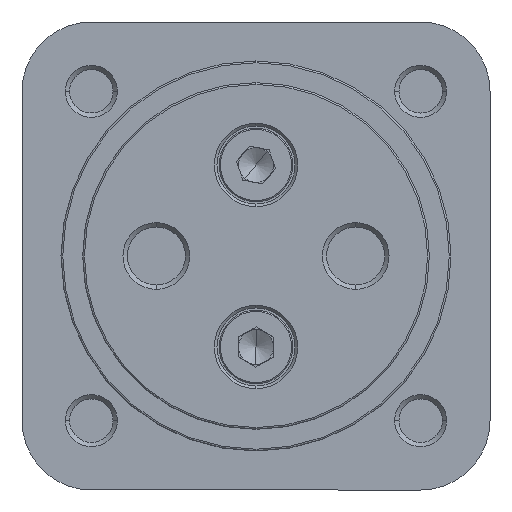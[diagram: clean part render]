
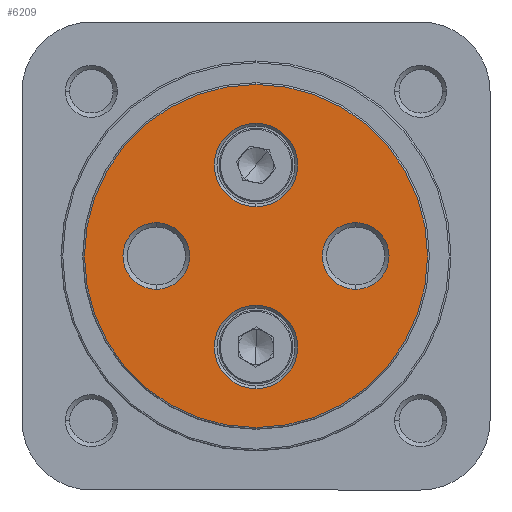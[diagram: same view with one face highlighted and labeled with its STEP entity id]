
A CAD part, left-side view. The second image highlights one B-rep face of the part: STEP entity #6209.
In plain terms, the highlighted planar face has unit normal (-1, 0, 0).
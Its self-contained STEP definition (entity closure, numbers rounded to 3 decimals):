
#64 = EDGE_CURVE ( 'NONE', #1031, #1030, #6734, .T. ) ;
#89 = EDGE_CURVE ( 'NONE', #1030, #1031, #6773, .T. ) ;
#93 = EDGE_CURVE ( 'NONE', #1127, #1018, #6778, .T. ) ;
#98 = EDGE_CURVE ( 'NONE', #1114, #1116, #6784, .T. ) ;
#103 = EDGE_CURVE ( 'NONE', #1018, #1127, #6791, .T. ) ;
#157 = EDGE_CURVE ( 'NONE', #984, #985, #6869, .T. ) ;
#159 = EDGE_CURVE ( 'NONE', #1016, #1012, #6871, .T. ) ;
#936 = DIRECTION ( 'NONE',  ( 0., 0., -1. ) ) ;
#937 = CARTESIAN_POINT ( 'NONE',  ( 0., -11.5, 0. ) ) ;
#945 = CARTESIAN_POINT ( 'NONE',  ( 0., 11.5, 0. ) ) ;
#974 = DIRECTION ( 'NONE',  ( 0., 0., -1. ) ) ;
#984 = VERTEX_POINT ( 'NONE', #7563 ) ;
#985 = VERTEX_POINT ( 'NONE', #7564 ) ;
#1012 = VERTEX_POINT ( 'NONE', #7588 ) ;
#1016 = VERTEX_POINT ( 'NONE', #7591 ) ;
#1018 = VERTEX_POINT ( 'NONE', #7593 ) ;
#1030 = VERTEX_POINT ( 'NONE', #7604 ) ;
#1031 = VERTEX_POINT ( 'NONE', #7605 ) ;
#1099 = CARTESIAN_POINT ( 'NONE',  ( 0., 0., 0. ) ) ;
#1100 = CARTESIAN_POINT ( 'NONE',  ( 0., 0., -10.5 ) ) ;
#1114 = VERTEX_POINT ( 'NONE', #7652 ) ;
#1116 = VERTEX_POINT ( 'NONE', #7653 ) ;
#1127 = VERTEX_POINT ( 'NONE', #7663 ) ;
#1138 = DIRECTION ( 'NONE',  ( 0., 0., -1. ) ) ;
#1141 = CARTESIAN_POINT ( 'NONE',  ( 0., 11.5, 0. ) ) ;
#1179 = DIRECTION ( 'NONE',  ( 1., 0., 0. ) ) ;
#1209 = DIRECTION ( 'NONE',  ( 1., 0., 0. ) ) ;
#1249 = CARTESIAN_POINT ( 'NONE',  ( 0., -11.5, 0. ) ) ;
#1296 = DIRECTION ( 'NONE',  ( 1., 0., 0. ) ) ;
#1383 = DIRECTION ( 'NONE',  ( 1., 0., 0. ) ) ;
#1392 = DIRECTION ( 'NONE',  ( 0., 0., -1. ) ) ;
#1420 = DIRECTION ( 'NONE',  ( 0., 0., -1. ) ) ;
#1464 = DIRECTION ( 'NONE',  ( 0., 0., -1. ) ) ;
#1528 = DIRECTION ( 'NONE',  ( 1., 0., 0. ) ) ;
#1542 = DIRECTION ( 'NONE',  ( 1., 0., 0. ) ) ;
#1552 = DIRECTION ( 'NONE',  ( -1., 0., 0. ) ) ;
#1577 = DIRECTION ( 'NONE',  ( 0., 0., -1. ) ) ;
#1601 = CARTESIAN_POINT ( 'NONE',  ( 0., 0., 10.5 ) ) ;
#1944 = CIRCLE ( 'NONE', #5569, 19.8 ) ;
#1966 = CIRCLE ( 'NONE', #5583, 4.8 ) ;
#1972 = CIRCLE ( 'NONE', #5587, 4.8 ) ;
#2551 = FACE_BOUND ( 'NONE', #4705, .T. ) ;
#2555 = FACE_OUTER_BOUND ( 'NONE', #4733, .T. ) ;
#2561 = FACE_BOUND ( 'NONE', #4718, .T. ) ;
#2563 = FACE_BOUND ( 'NONE', #4734, .T. ) ;
#2565 = FACE_BOUND ( 'NONE', #4739, .T. ) ;
#2686 = CARTESIAN_POINT ( 'NONE',  ( 0., 0., 0. ) ) ;
#2693 = DIRECTION ( 'NONE',  ( -1., 0., 0. ) ) ;
#2694 = DIRECTION ( 'NONE',  ( 0., 0., -1. ) ) ;
#2742 = CARTESIAN_POINT ( 'NONE',  ( 0., 0., 10.5 ) ) ;
#2743 = DIRECTION ( 'NONE',  ( 1., 0., 0. ) ) ;
#2744 = DIRECTION ( 'NONE',  ( 0., 0., -1. ) ) ;
#2752 = CARTESIAN_POINT ( 'NONE',  ( 0., 0., -10.5 ) ) ;
#2753 = DIRECTION ( 'NONE',  ( 1., 0., 0. ) ) ;
#2754 = DIRECTION ( 'NONE',  ( 0., 0., -1. ) ) ;
#3800 = CARTESIAN_POINT ( 'NONE',  ( 0., 0., 0. ) ) ;
#3809 = PLANE ( 'NONE',  #5894 ) ;
#3812 = DIRECTION ( 'NONE',  ( 1., 0., 0. ) ) ;
#3813 = DIRECTION ( 'NONE',  ( 0., 0., -1. ) ) ;
#4705 = EDGE_LOOP ( 'NONE', ( #6292, #6293 ) ) ;
#4718 = EDGE_LOOP ( 'NONE', ( #6286, #6287 ) ) ;
#4733 = EDGE_LOOP ( 'NONE', ( #6284, #6285 ) ) ;
#4734 = EDGE_LOOP ( 'NONE', ( #6288, #6289 ) ) ;
#4739 = EDGE_LOOP ( 'NONE', ( #6290, #6291 ) ) ;
#5293 = EDGE_CURVE ( 'NONE', #985, #984, #1944, .T. ) ;
#5311 = EDGE_CURVE ( 'NONE', #1116, #1114, #1966, .T. ) ;
#5315 = EDGE_CURVE ( 'NONE', #1012, #1016, #1972, .T. ) ;
#5341 = AXIS2_PLACEMENT_3D ( 'NONE', #1141, #1383, #1420 ) ;
#5352 = AXIS2_PLACEMENT_3D ( 'NONE', #945, #1528, #936 ) ;
#5357 = AXIS2_PLACEMENT_3D ( 'NONE', #1249, #1209, #1138 ) ;
#5362 = AXIS2_PLACEMENT_3D ( 'NONE', #1601, #1296, #1464 ) ;
#5364 = AXIS2_PLACEMENT_3D ( 'NONE', #937, #1542, #974 ) ;
#5391 = AXIS2_PLACEMENT_3D ( 'NONE', #1099, #1552, #1577 ) ;
#5394 = AXIS2_PLACEMENT_3D ( 'NONE', #1100, #1179, #1392 ) ;
#5569 = AXIS2_PLACEMENT_3D ( 'NONE', #2686, #2693, #2694 ) ;
#5583 = AXIS2_PLACEMENT_3D ( 'NONE', #2742, #2743, #2744 ) ;
#5587 = AXIS2_PLACEMENT_3D ( 'NONE', #2752, #2753, #2754 ) ;
#5894 = AXIS2_PLACEMENT_3D ( 'NONE', #3800, #3812, #3813 ) ;
#6209 = ADVANCED_FACE ( 'NONE', ( #2555, #2561, #2563, #2565, #2551 ), #3809, .F. ) ;
#6284 = ORIENTED_EDGE ( 'NONE', *, *, #157, .T. ) ;
#6285 = ORIENTED_EDGE ( 'NONE', *, *, #5293, .T. ) ;
#6286 = ORIENTED_EDGE ( 'NONE', *, *, #5315, .T. ) ;
#6287 = ORIENTED_EDGE ( 'NONE', *, *, #159, .T. ) ;
#6288 = ORIENTED_EDGE ( 'NONE', *, *, #5311, .T. ) ;
#6289 = ORIENTED_EDGE ( 'NONE', *, *, #98, .T. ) ;
#6290 = ORIENTED_EDGE ( 'NONE', *, *, #103, .T. ) ;
#6291 = ORIENTED_EDGE ( 'NONE', *, *, #93, .T. ) ;
#6292 = ORIENTED_EDGE ( 'NONE', *, *, #64, .T. ) ;
#6293 = ORIENTED_EDGE ( 'NONE', *, *, #89, .T. ) ;
#6734 = CIRCLE ( 'NONE', #5341, 3.85 ) ;
#6773 = CIRCLE ( 'NONE', #5352, 3.85 ) ;
#6778 = CIRCLE ( 'NONE', #5357, 3.85 ) ;
#6784 = CIRCLE ( 'NONE', #5362, 4.8 ) ;
#6791 = CIRCLE ( 'NONE', #5364, 3.85 ) ;
#6869 = CIRCLE ( 'NONE', #5391, 19.8 ) ;
#6871 = CIRCLE ( 'NONE', #5394, 4.8 ) ;
#7563 = CARTESIAN_POINT ( 'NONE',  ( 0., 0., -19.8 ) ) ;
#7564 = CARTESIAN_POINT ( 'NONE',  ( 0., 0., 19.8 ) ) ;
#7588 = CARTESIAN_POINT ( 'NONE',  ( 0., 0., -5.7 ) ) ;
#7591 = CARTESIAN_POINT ( 'NONE',  ( 0., 0., -15.3 ) ) ;
#7593 = CARTESIAN_POINT ( 'NONE',  ( 0., -11.5, 3.85 ) ) ;
#7604 = CARTESIAN_POINT ( 'NONE',  ( 0., 11.5, -3.85 ) ) ;
#7605 = CARTESIAN_POINT ( 'NONE',  ( 0., 11.5, 3.85 ) ) ;
#7652 = CARTESIAN_POINT ( 'NONE',  ( 0., 0., 5.7 ) ) ;
#7653 = CARTESIAN_POINT ( 'NONE',  ( 0., 0., 15.3 ) ) ;
#7663 = CARTESIAN_POINT ( 'NONE',  ( 0., -11.5, -3.85 ) ) ;
